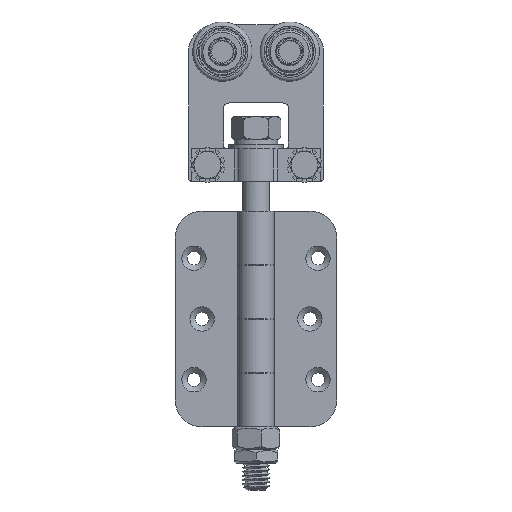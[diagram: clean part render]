
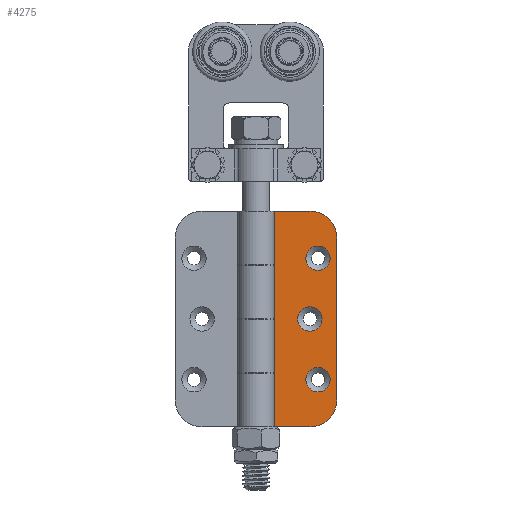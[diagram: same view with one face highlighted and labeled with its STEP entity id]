
A CAD part, front view. The second image highlights one B-rep face of the part: STEP entity #4275.
In plain terms, the highlighted planar face has unit normal (0, -1, 0).
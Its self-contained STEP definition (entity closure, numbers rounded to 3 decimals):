
#335=FACE_BOUND('',#988,.T.);
#336=FACE_BOUND('',#989,.T.);
#337=FACE_BOUND('',#990,.T.);
#436=PLANE('',#4698);
#636=FACE_OUTER_BOUND('',#987,.T.);
#987=EDGE_LOOP('',(#3504,#3505,#3506,#3507,#3508,#3509,#3510,#3511,#3512,
#3513,#3514,#3515));
#988=EDGE_LOOP('',(#3516));
#989=EDGE_LOOP('',(#3517));
#990=EDGE_LOOP('',(#3518));
#1231=LINE('',#9910,#1504);
#1235=LINE('',#9918,#1508);
#1241=LINE('',#9949,#1514);
#1244=LINE('',#9964,#1517);
#1247=LINE('',#9977,#1520);
#1250=LINE('',#9983,#1523);
#1253=LINE('',#9997,#1526);
#1256=LINE('',#10002,#1529);
#1257=LINE('',#10004,#1530);
#1258=LINE('',#10005,#1531);
#1504=VECTOR('',#5610,20.05);
#1508=VECTOR('',#5616,0.462);
#1514=VECTOR('',#5644,0.462);
#1517=VECTOR('',#5657,0.462);
#1520=VECTOR('',#5670,20.1);
#1523=VECTOR('',#5677,13.);
#1526=VECTOR('',#5690,13.462);
#1529=VECTOR('',#5697,60.);
#1530=VECTOR('',#5700,19.95);
#1531=VECTOR('',#5701,19.9);
#1764=CIRCLE('',#4652,4.5);
#1767=CIRCLE('',#4657,4.5);
#1770=CIRCLE('',#4662,4.5);
#1777=CIRCLE('',#4673,10.);
#1779=CIRCLE('',#4676,10.);
#2104=VERTEX_POINT('',#9884);
#2107=VERTEX_POINT('',#9892);
#2110=VERTEX_POINT('',#9900);
#2113=VERTEX_POINT('',#9908);
#2114=VERTEX_POINT('',#9909);
#2117=VERTEX_POINT('',#9917);
#2122=VERTEX_POINT('',#9929);
#2123=VERTEX_POINT('',#9930);
#2126=VERTEX_POINT('',#9938);
#2127=VERTEX_POINT('',#9939);
#2130=VERTEX_POINT('',#9947);
#2131=VERTEX_POINT('',#9948);
#2137=VERTEX_POINT('',#9962);
#2138=VERTEX_POINT('',#9963);
#2150=VERTEX_POINT('',#9995);
#2582=EDGE_CURVE('',#2104,#2104,#1764,.T.);
#2585=EDGE_CURVE('',#2107,#2107,#1767,.T.);
#2588=EDGE_CURVE('',#2110,#2110,#1770,.T.);
#2591=EDGE_CURVE('',#2113,#2114,#1231,.T.);
#2595=EDGE_CURVE('',#2117,#2113,#1235,.T.);
#2601=EDGE_CURVE('',#2122,#2123,#1777,.T.);
#2605=EDGE_CURVE('',#2126,#2127,#1779,.T.);
#2609=EDGE_CURVE('',#2130,#2131,#1241,.T.);
#2616=EDGE_CURVE('',#2137,#2138,#1244,.T.);
#2623=EDGE_CURVE('',#2138,#2130,#1247,.T.);
#2627=EDGE_CURVE('',#2114,#2122,#1250,.T.);
#2634=EDGE_CURVE('',#2127,#2150,#1253,.T.);
#2637=EDGE_CURVE('',#2126,#2123,#1256,.T.);
#2638=EDGE_CURVE('',#2150,#2137,#1257,.T.);
#2639=EDGE_CURVE('',#2131,#2117,#1258,.T.);
#3504=ORIENTED_EDGE('',*,*,#2595,.T.);
#3505=ORIENTED_EDGE('',*,*,#2591,.T.);
#3506=ORIENTED_EDGE('',*,*,#2627,.T.);
#3507=ORIENTED_EDGE('',*,*,#2601,.T.);
#3508=ORIENTED_EDGE('',*,*,#2637,.F.);
#3509=ORIENTED_EDGE('',*,*,#2605,.T.);
#3510=ORIENTED_EDGE('',*,*,#2634,.T.);
#3511=ORIENTED_EDGE('',*,*,#2638,.T.);
#3512=ORIENTED_EDGE('',*,*,#2616,.T.);
#3513=ORIENTED_EDGE('',*,*,#2623,.T.);
#3514=ORIENTED_EDGE('',*,*,#2609,.T.);
#3515=ORIENTED_EDGE('',*,*,#2639,.T.);
#3516=ORIENTED_EDGE('',*,*,#2582,.T.);
#3517=ORIENTED_EDGE('',*,*,#2585,.T.);
#3518=ORIENTED_EDGE('',*,*,#2588,.T.);
#4275=ADVANCED_FACE('',(#636,#335,#336,#337),#436,.T.);
#4652=AXIS2_PLACEMENT_3D('',#9885,#5580,#5581);
#4657=AXIS2_PLACEMENT_3D('',#9893,#5590,#5591);
#4662=AXIS2_PLACEMENT_3D('',#9901,#5600,#5601);
#4673=AXIS2_PLACEMENT_3D('',#9931,#5628,#5629);
#4676=AXIS2_PLACEMENT_3D('',#9940,#5636,#5637);
#4698=AXIS2_PLACEMENT_3D('',#10003,#5698,#5699);
#5580=DIRECTION('center_axis',(0.,1.,0.));
#5581=DIRECTION('ref_axis',(1.,0.,0.));
#5590=DIRECTION('center_axis',(0.,1.,0.));
#5591=DIRECTION('ref_axis',(1.,0.,0.));
#5600=DIRECTION('center_axis',(0.,1.,0.));
#5601=DIRECTION('ref_axis',(1.,0.,0.));
#5610=DIRECTION('',(0.,0.,1.));
#5616=DIRECTION('',(-1.,0.,0.));
#5628=DIRECTION('center_axis',(0.,-1.,0.));
#5629=DIRECTION('ref_axis',(0.,0.,-1.));
#5636=DIRECTION('center_axis',(0.,-1.,0.));
#5637=DIRECTION('ref_axis',(1.,0.,0.));
#5644=DIRECTION('',(1.,0.,0.));
#5657=DIRECTION('',(-1.,0.,0.));
#5670=DIRECTION('',(0.,0.,1.));
#5677=DIRECTION('',(-1.,0.,0.));
#5690=DIRECTION('',(1.,0.,0.));
#5697=DIRECTION('',(0.,0.,1.));
#5698=DIRECTION('center_axis',(0.,-1.,0.));
#5699=DIRECTION('ref_axis',(0.,0.,-1.));
#5700=DIRECTION('',(0.,0.,1.));
#5701=DIRECTION('',(0.,0.,1.));
#9884=CARTESIAN_POINT('',(11.5,0.,17.5));
#9885=CARTESIAN_POINT('Origin',(7.,0.,17.5));
#9892=CARTESIAN_POINT('',(11.5,0.,62.5));
#9893=CARTESIAN_POINT('Origin',(7.,0.,62.5));
#9900=CARTESIAN_POINT('',(14.5,0.,40.));
#9901=CARTESIAN_POINT('Origin',(10.,0.,40.));
#9908=CARTESIAN_POINT('',(23.,0.,59.95));
#9909=CARTESIAN_POINT('',(23.,0.,80.));
#9910=CARTESIAN_POINT('',(23.,0.,29.975));
#9917=CARTESIAN_POINT('',(23.462,0.,59.95));
#9918=CARTESIAN_POINT('',(34.18,0.,59.95));
#9929=CARTESIAN_POINT('',(10.,0.,80.));
#9930=CARTESIAN_POINT('',(0.,0.,70.));
#9931=CARTESIAN_POINT('Origin',(10.,0.,70.));
#9938=CARTESIAN_POINT('',(0.,0.,10.));
#9939=CARTESIAN_POINT('',(10.,0.,0.));
#9940=CARTESIAN_POINT('Origin',(10.,0.,10.));
#9947=CARTESIAN_POINT('',(23.,0.,40.05));
#9948=CARTESIAN_POINT('',(23.462,0.,40.05));
#9949=CARTESIAN_POINT('',(23.231,0.,40.05));
#9962=CARTESIAN_POINT('',(23.462,0.,19.95));
#9963=CARTESIAN_POINT('',(23.,0.,19.95));
#9964=CARTESIAN_POINT('',(38.084,0.,19.95));
#9977=CARTESIAN_POINT('',(23.,0.,9.975));
#9983=CARTESIAN_POINT('',(0.,0.,80.));
#9995=CARTESIAN_POINT('',(23.462,0.,0.));
#9997=CARTESIAN_POINT('',(0.,0.,0.));
#10002=CARTESIAN_POINT('',(0.,0.,0.));
#10003=CARTESIAN_POINT('Origin',(23.462,0.,0.));
#10004=CARTESIAN_POINT('',(23.462,0.,0.));
#10005=CARTESIAN_POINT('',(23.462,0.,0.));
